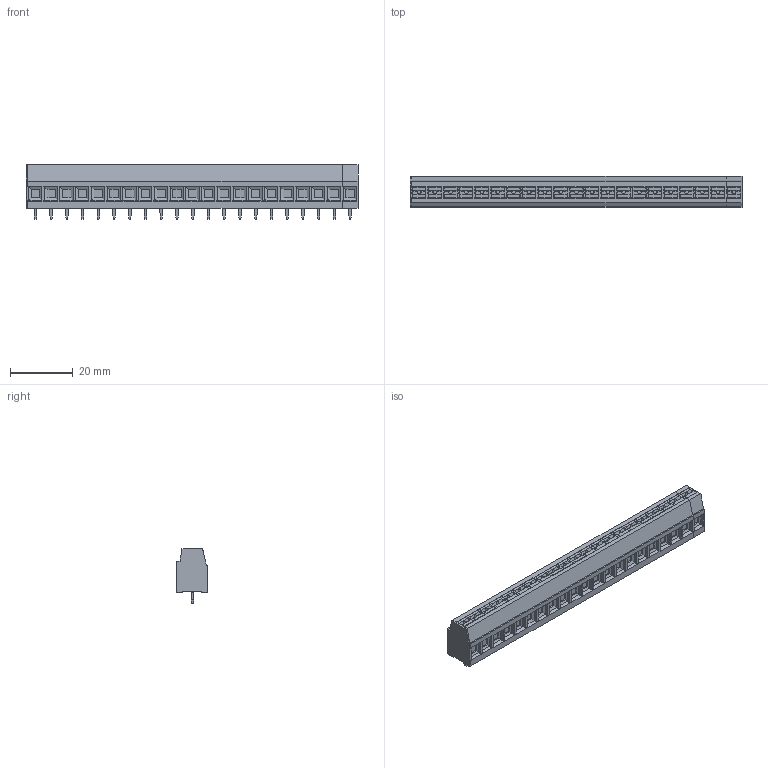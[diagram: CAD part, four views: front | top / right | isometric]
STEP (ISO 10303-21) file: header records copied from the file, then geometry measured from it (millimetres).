
FILE_DESCRIPTION(('CATIA V5 STEP Exchange','CAx-IF Rec.Pracs.--- Model Styling and Organization---1.4--- 2014-01-23'),'2;1');
FILE_NAME ('D1528714_0_2786740000_2786740000.stp','2022-04-26T14:05:48+00:00',('none'),('Weidmueller'),'CATIA Version 5-6 Release 2016 SP3 HF44','CATIA V5 STEP AP214','none');
FILE_SCHEMA(('AUTOMOTIVE_DESIGN { 1 0 10303 214 1 1 1 1 }'));
Products named in the file (1): 2786740000
Bounding box: 105.5 x 10 x 17.3 mm (x, y, z)
Volume: 12496.2 mm3; surface area: 8393.2 mm2
Topology: 45 solids, 88 shells, 2198 faces, 5994 edges, 4014 vertices
Faces by surface type: plane 2040, cylinder 146, cone 12
Entity records: 64184 total; most frequent: CARTESIAN_POINT 13938, ORIENTED_EDGE 11988, DIRECTION 7617, EDGE_CURVE 5994, VECTOR 5381, LINE 5381, VERTEX_POINT 4014, EDGE_LOOP 2282
